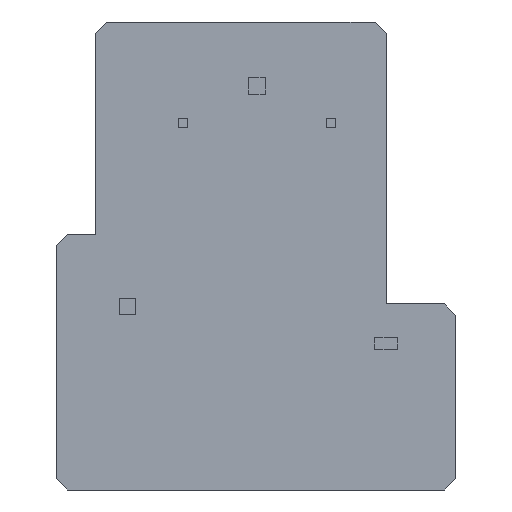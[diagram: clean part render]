
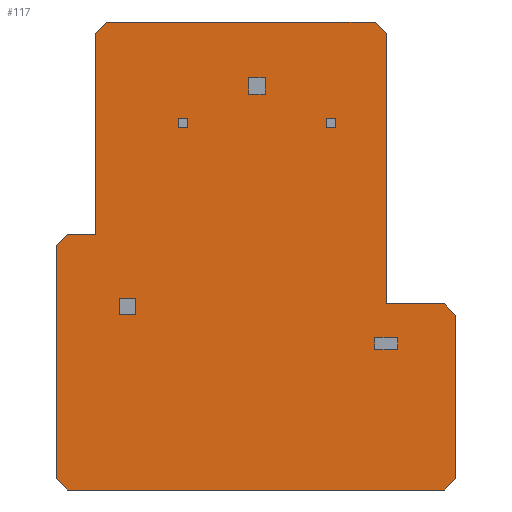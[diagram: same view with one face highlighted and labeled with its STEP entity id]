
A CAD part, front view. The second image highlights one B-rep face of the part: STEP entity #117.
In plain terms, the highlighted planar face has unit normal (0, -1, 0).
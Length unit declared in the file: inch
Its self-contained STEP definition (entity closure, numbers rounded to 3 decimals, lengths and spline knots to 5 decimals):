
#43=PLANE('',#1151);
#103=FACE_BOUND('',#250,.T.);
#104=FACE_BOUND('',#251,.T.);
#105=FACE_BOUND('',#252,.T.);
#106=FACE_BOUND('',#253,.T.);
#107=FACE_BOUND('',#254,.T.);
#108=FACE_BOUND('',#255,.T.);
#117=ADVANCED_FACE('',(#103,#104,#105,#106,#107,#108),#43,.F.);
#250=EDGE_LOOP('',(#613,#614,#615,#616));
#251=EDGE_LOOP('',(#617,#618,#619,#620));
#252=EDGE_LOOP('',(#621,#622,#623,#624,#625,#626,#627,#628,#629,#630,#631,
#632,#633,#634));
#253=EDGE_LOOP('',(#635,#636,#637,#638));
#254=EDGE_LOOP('',(#639,#640,#641,#642));
#255=EDGE_LOOP('',(#643,#644,#645,#646));
#333=LINE('',#1557,#469);
#334=LINE('',#1560,#470);
#335=LINE('',#1562,#471);
#336=LINE('',#1564,#472);
#337=LINE('',#1565,#473);
#338=LINE('',#1568,#474);
#339=LINE('',#1570,#475);
#340=LINE('',#1572,#476);
#341=LINE('',#1573,#477);
#342=LINE('',#1576,#478);
#343=LINE('',#1578,#479);
#344=LINE('',#1580,#480);
#345=LINE('',#1582,#481);
#346=LINE('',#1584,#482);
#347=LINE('',#1586,#483);
#348=LINE('',#1588,#484);
#349=LINE('',#1590,#485);
#350=LINE('',#1592,#486);
#351=LINE('',#1594,#487);
#352=LINE('',#1596,#488);
#353=LINE('',#1598,#489);
#354=LINE('',#1600,#490);
#355=LINE('',#1601,#491);
#356=LINE('',#1604,#492);
#357=LINE('',#1606,#493);
#358=LINE('',#1608,#494);
#359=LINE('',#1609,#495);
#360=LINE('',#1612,#496);
#361=LINE('',#1614,#497);
#362=LINE('',#1616,#498);
#363=LINE('',#1617,#499);
#364=LINE('',#1620,#500);
#365=LINE('',#1622,#501);
#366=LINE('',#1624,#502);
#469=VECTOR('',#1256,1.);
#470=VECTOR('',#1257,1.);
#471=VECTOR('',#1258,1.);
#472=VECTOR('',#1259,1.);
#473=VECTOR('',#1260,1.);
#474=VECTOR('',#1261,1.);
#475=VECTOR('',#1262,1.);
#476=VECTOR('',#1263,1.);
#477=VECTOR('',#1264,1.);
#478=VECTOR('',#1265,1.);
#479=VECTOR('',#1266,1.);
#480=VECTOR('',#1267,1.);
#481=VECTOR('',#1268,1.);
#482=VECTOR('',#1269,1.);
#483=VECTOR('',#1270,1.);
#484=VECTOR('',#1271,1.);
#485=VECTOR('',#1272,1.);
#486=VECTOR('',#1273,1.);
#487=VECTOR('',#1274,1.);
#488=VECTOR('',#1275,1.);
#489=VECTOR('',#1276,1.);
#490=VECTOR('',#1277,1.);
#491=VECTOR('',#1278,1.);
#492=VECTOR('',#1279,1.);
#493=VECTOR('',#1280,1.);
#494=VECTOR('',#1281,1.);
#495=VECTOR('',#1282,1.);
#496=VECTOR('',#1283,1.);
#497=VECTOR('',#1284,1.);
#498=VECTOR('',#1285,1.);
#499=VECTOR('',#1286,1.);
#500=VECTOR('',#1287,1.);
#501=VECTOR('',#1288,1.);
#502=VECTOR('',#1289,1.);
#613=ORIENTED_EDGE('',*,*,#1001,.F.);
#614=ORIENTED_EDGE('',*,*,#1002,.F.);
#615=ORIENTED_EDGE('',*,*,#1003,.F.);
#616=ORIENTED_EDGE('',*,*,#1004,.F.);
#617=ORIENTED_EDGE('',*,*,#1005,.F.);
#618=ORIENTED_EDGE('',*,*,#1006,.F.);
#619=ORIENTED_EDGE('',*,*,#1007,.F.);
#620=ORIENTED_EDGE('',*,*,#1008,.F.);
#621=ORIENTED_EDGE('',*,*,#1009,.F.);
#622=ORIENTED_EDGE('',*,*,#1010,.T.);
#623=ORIENTED_EDGE('',*,*,#1011,.F.);
#624=ORIENTED_EDGE('',*,*,#1012,.F.);
#625=ORIENTED_EDGE('',*,*,#1013,.T.);
#626=ORIENTED_EDGE('',*,*,#1014,.F.);
#627=ORIENTED_EDGE('',*,*,#1015,.T.);
#628=ORIENTED_EDGE('',*,*,#1016,.F.);
#629=ORIENTED_EDGE('',*,*,#1017,.F.);
#630=ORIENTED_EDGE('',*,*,#1018,.T.);
#631=ORIENTED_EDGE('',*,*,#1019,.F.);
#632=ORIENTED_EDGE('',*,*,#1020,.T.);
#633=ORIENTED_EDGE('',*,*,#1021,.F.);
#634=ORIENTED_EDGE('',*,*,#1022,.T.);
#635=ORIENTED_EDGE('',*,*,#1023,.F.);
#636=ORIENTED_EDGE('',*,*,#1024,.F.);
#637=ORIENTED_EDGE('',*,*,#1025,.F.);
#638=ORIENTED_EDGE('',*,*,#1026,.F.);
#639=ORIENTED_EDGE('',*,*,#1027,.F.);
#640=ORIENTED_EDGE('',*,*,#1028,.F.);
#641=ORIENTED_EDGE('',*,*,#1029,.F.);
#642=ORIENTED_EDGE('',*,*,#1030,.F.);
#643=ORIENTED_EDGE('',*,*,#1031,.F.);
#644=ORIENTED_EDGE('',*,*,#1032,.F.);
#645=ORIENTED_EDGE('',*,*,#1033,.F.);
#646=ORIENTED_EDGE('',*,*,#1034,.F.);
#907=VERTEX_POINT('',#1558);
#908=VERTEX_POINT('',#1559);
#909=VERTEX_POINT('',#1561);
#910=VERTEX_POINT('',#1563);
#911=VERTEX_POINT('',#1566);
#912=VERTEX_POINT('',#1567);
#913=VERTEX_POINT('',#1569);
#914=VERTEX_POINT('',#1571);
#915=VERTEX_POINT('',#1574);
#916=VERTEX_POINT('',#1575);
#917=VERTEX_POINT('',#1577);
#918=VERTEX_POINT('',#1579);
#919=VERTEX_POINT('',#1581);
#920=VERTEX_POINT('',#1583);
#921=VERTEX_POINT('',#1585);
#922=VERTEX_POINT('',#1587);
#923=VERTEX_POINT('',#1589);
#924=VERTEX_POINT('',#1591);
#925=VERTEX_POINT('',#1593);
#926=VERTEX_POINT('',#1595);
#927=VERTEX_POINT('',#1597);
#928=VERTEX_POINT('',#1599);
#929=VERTEX_POINT('',#1602);
#930=VERTEX_POINT('',#1603);
#931=VERTEX_POINT('',#1605);
#932=VERTEX_POINT('',#1607);
#933=VERTEX_POINT('',#1610);
#934=VERTEX_POINT('',#1611);
#935=VERTEX_POINT('',#1613);
#936=VERTEX_POINT('',#1615);
#937=VERTEX_POINT('',#1618);
#938=VERTEX_POINT('',#1619);
#939=VERTEX_POINT('',#1621);
#940=VERTEX_POINT('',#1623);
#1001=EDGE_CURVE('',#907,#908,#333,.T.);
#1002=EDGE_CURVE('',#909,#907,#334,.T.);
#1003=EDGE_CURVE('',#910,#909,#335,.T.);
#1004=EDGE_CURVE('',#908,#910,#336,.T.);
#1005=EDGE_CURVE('',#911,#912,#337,.T.);
#1006=EDGE_CURVE('',#913,#911,#338,.T.);
#1007=EDGE_CURVE('',#914,#913,#339,.T.);
#1008=EDGE_CURVE('',#912,#914,#340,.T.);
#1009=EDGE_CURVE('',#915,#916,#341,.T.);
#1010=EDGE_CURVE('',#915,#917,#342,.T.);
#1011=EDGE_CURVE('',#918,#917,#343,.T.);
#1012=EDGE_CURVE('',#919,#918,#344,.T.);
#1013=EDGE_CURVE('',#919,#920,#345,.T.);
#1014=EDGE_CURVE('',#921,#920,#346,.T.);
#1015=EDGE_CURVE('',#921,#922,#347,.T.);
#1016=EDGE_CURVE('',#923,#922,#348,.T.);
#1017=EDGE_CURVE('',#924,#923,#349,.T.);
#1018=EDGE_CURVE('',#924,#925,#350,.T.);
#1019=EDGE_CURVE('',#926,#925,#351,.T.);
#1020=EDGE_CURVE('',#926,#927,#352,.T.);
#1021=EDGE_CURVE('',#928,#927,#353,.T.);
#1022=EDGE_CURVE('',#928,#916,#354,.T.);
#1023=EDGE_CURVE('',#929,#930,#355,.T.);
#1024=EDGE_CURVE('',#931,#929,#356,.T.);
#1025=EDGE_CURVE('',#932,#931,#357,.T.);
#1026=EDGE_CURVE('',#930,#932,#358,.T.);
#1027=EDGE_CURVE('',#933,#934,#359,.T.);
#1028=EDGE_CURVE('',#935,#933,#360,.T.);
#1029=EDGE_CURVE('',#936,#935,#361,.T.);
#1030=EDGE_CURVE('',#934,#936,#362,.T.);
#1031=EDGE_CURVE('',#937,#938,#363,.T.);
#1032=EDGE_CURVE('',#939,#937,#364,.T.);
#1033=EDGE_CURVE('',#940,#939,#365,.T.);
#1034=EDGE_CURVE('',#938,#940,#366,.T.);
#1151=AXIS2_PLACEMENT_3D('',#1625,#1290,#1291);
#1256=DIRECTION('',(0.,0.,-1.));
#1257=DIRECTION('',(-1.,0.,0.));
#1258=DIRECTION('',(0.,0.,1.));
#1259=DIRECTION('',(1.,0.,0.));
#1260=DIRECTION('',(0.,0.,-1.));
#1261=DIRECTION('',(-1.,0.,0.));
#1262=DIRECTION('',(0.,0.,1.));
#1263=DIRECTION('',(1.,0.,0.));
#1264=DIRECTION('',(0.,0.,-1.));
#1265=DIRECTION('',(-0.707,0.,0.707));
#1266=DIRECTION('',(1.,0.,0.));
#1267=DIRECTION('',(0.,0.,-1.));
#1268=DIRECTION('',(-0.707,0.,0.707));
#1269=DIRECTION('',(1.,0.,0.));
#1270=DIRECTION('',(-0.707,0.,-0.707));
#1271=DIRECTION('',(0.,0.,1.));
#1272=DIRECTION('',(1.,0.,0.));
#1273=DIRECTION('',(-0.707,0.,-0.707));
#1274=DIRECTION('',(0.,0.,1.));
#1275=DIRECTION('',(0.707,0.,-0.707));
#1276=DIRECTION('',(-1.,0.,0.));
#1277=DIRECTION('',(0.707,0.,0.707));
#1278=DIRECTION('',(0.,0.,-1.));
#1279=DIRECTION('',(-1.,0.,0.));
#1280=DIRECTION('',(0.,0.,1.));
#1281=DIRECTION('',(1.,0.,0.));
#1282=DIRECTION('',(0.,0.,-1.));
#1283=DIRECTION('',(-1.,0.,0.));
#1284=DIRECTION('',(0.,0.,1.));
#1285=DIRECTION('',(1.,0.,0.));
#1286=DIRECTION('',(0.,0.,-1.));
#1287=DIRECTION('',(-1.,0.,0.));
#1288=DIRECTION('',(0.,0.,1.));
#1289=DIRECTION('',(1.,0.,0.));
#1290=DIRECTION('',(0.,1.,0.));
#1291=DIRECTION('',(0.,0.,-1.));
#1557=CARTESIAN_POINT('',(-0.2135,0.,-0.0875));
#1558=CARTESIAN_POINT('',(-0.2135,0.,-0.0875));
#1559=CARTESIAN_POINT('',(-0.2135,0.,-0.1125));
#1560=CARTESIAN_POINT('',(-0.2135,0.,-0.0875));
#1561=CARTESIAN_POINT('',(-0.1885,0.,-0.0875));
#1562=CARTESIAN_POINT('',(-0.1885,0.,-0.0875));
#1563=CARTESIAN_POINT('',(-0.1885,0.,-0.1125));
#1564=CARTESIAN_POINT('',(-0.2135,0.,-0.1125));
#1565=CARTESIAN_POINT('',(-0.3735,0.,-0.5755));
#1566=CARTESIAN_POINT('',(-0.3735,0.,-0.5755));
#1567=CARTESIAN_POINT('',(-0.3735,0.,-0.6205));
#1568=CARTESIAN_POINT('',(-0.3735,0.,-0.5755));
#1569=CARTESIAN_POINT('',(-0.3285,0.,-0.5755));
#1570=CARTESIAN_POINT('',(-0.3285,0.,-0.5755));
#1571=CARTESIAN_POINT('',(-0.3285,0.,-0.6205));
#1572=CARTESIAN_POINT('',(-0.3735,0.,-0.6205));
#1573=CARTESIAN_POINT('',(0.539,0.,-0.591));
#1574=CARTESIAN_POINT('',(0.539,0.,-0.621));
#1575=CARTESIAN_POINT('',(0.539,0.,-1.065));
#1576=CARTESIAN_POINT('',(0.539,0.,-0.621));
#1577=CARTESIAN_POINT('',(0.509,0.,-0.591));
#1578=CARTESIAN_POINT('',(0.35,0.,-0.591));
#1579=CARTESIAN_POINT('',(0.35,0.,-0.591));
#1580=CARTESIAN_POINT('',(0.35,0.,0.173));
#1581=CARTESIAN_POINT('',(0.35,0.,0.143));
#1582=CARTESIAN_POINT('',(0.35,0.,0.143));
#1583=CARTESIAN_POINT('',(0.32,0.,0.173));
#1584=CARTESIAN_POINT('',(-0.437,0.,0.173));
#1585=CARTESIAN_POINT('',(-0.407,0.,0.173));
#1586=CARTESIAN_POINT('',(-0.407,0.,0.173));
#1587=CARTESIAN_POINT('',(-0.437,0.,0.143));
#1588=CARTESIAN_POINT('',(-0.437,0.,-0.402));
#1589=CARTESIAN_POINT('',(-0.437,0.,-0.402));
#1590=CARTESIAN_POINT('',(-0.544,0.,-0.402));
#1591=CARTESIAN_POINT('',(-0.514,0.,-0.402));
#1592=CARTESIAN_POINT('',(-0.514,0.,-0.402));
#1593=CARTESIAN_POINT('',(-0.544,0.,-0.432));
#1594=CARTESIAN_POINT('',(-0.544,0.,-1.095));
#1595=CARTESIAN_POINT('',(-0.544,0.,-1.065));
#1596=CARTESIAN_POINT('',(-0.544,0.,-1.065));
#1597=CARTESIAN_POINT('',(-0.514,0.,-1.095));
#1598=CARTESIAN_POINT('',(0.539,0.,-1.095));
#1599=CARTESIAN_POINT('',(0.509,0.,-1.095));
#1600=CARTESIAN_POINT('',(0.509,0.,-1.095));
#1601=CARTESIAN_POINT('',(0.319,0.,-0.682));
#1602=CARTESIAN_POINT('',(0.319,0.,-0.682));
#1603=CARTESIAN_POINT('',(0.319,0.,-0.714));
#1604=CARTESIAN_POINT('',(0.319,0.,-0.682));
#1605=CARTESIAN_POINT('',(0.381,0.,-0.682));
#1606=CARTESIAN_POINT('',(0.381,0.,-0.682));
#1607=CARTESIAN_POINT('',(0.381,0.,-0.714));
#1608=CARTESIAN_POINT('',(0.319,0.,-0.714));
#1609=CARTESIAN_POINT('',(-0.0225,0.,0.0225));
#1610=CARTESIAN_POINT('',(-0.0225,0.,0.0225));
#1611=CARTESIAN_POINT('',(-0.0225,0.,-0.0225));
#1612=CARTESIAN_POINT('',(-0.0225,0.,0.0225));
#1613=CARTESIAN_POINT('',(0.0225,0.,0.0225));
#1614=CARTESIAN_POINT('',(0.0225,0.,0.0225));
#1615=CARTESIAN_POINT('',(0.0225,0.,-0.0225));
#1616=CARTESIAN_POINT('',(-0.0225,0.,-0.0225));
#1617=CARTESIAN_POINT('',(0.1875,0.,-0.0875));
#1618=CARTESIAN_POINT('',(0.1875,0.,-0.0875));
#1619=CARTESIAN_POINT('',(0.1875,0.,-0.1125));
#1620=CARTESIAN_POINT('',(0.1875,0.,-0.0875));
#1621=CARTESIAN_POINT('',(0.2125,0.,-0.0875));
#1622=CARTESIAN_POINT('',(0.2125,0.,-0.0875));
#1623=CARTESIAN_POINT('',(0.2125,0.,-0.1125));
#1624=CARTESIAN_POINT('',(0.1875,0.,-0.1125));
#1625=CARTESIAN_POINT('',(-0.437,0.,-1.095));
